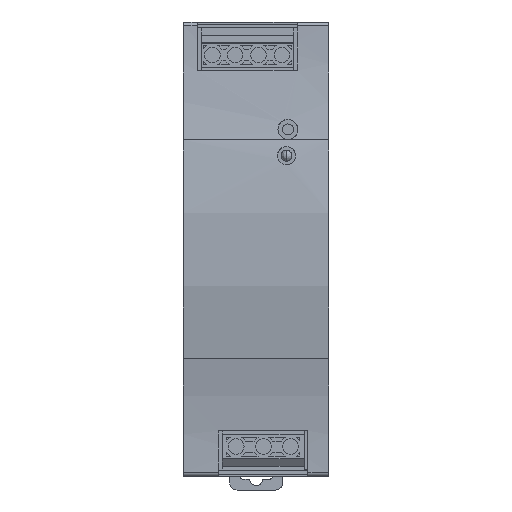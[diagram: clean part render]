
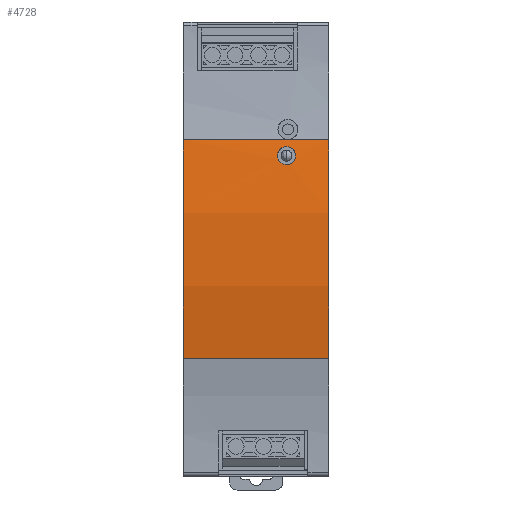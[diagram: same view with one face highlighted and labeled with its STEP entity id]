
A CAD part, left-side view. The second image highlights one B-rep face of the part: STEP entity #4728.
In plain terms, the highlighted cylindrical face has radius 150.5 mm (diameter 301 mm), a partial arc.
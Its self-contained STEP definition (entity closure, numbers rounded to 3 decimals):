
#1057=FACE_BOUND('',#8169,.T.);
#1058=FACE_BOUND('',#8170,.T.);
#1442=B_SPLINE_CURVE_WITH_KNOTS('',3,(#113149,#113150,#113151,#113152,#113153,
#113154,#113155,#113156,#113157,#113158),.UNSPECIFIED.,.F.,.F.,(4,2,2,2,
4),(0.,0.25,0.5,0.75,1.),.UNSPECIFIED.);
#1454=B_SPLINE_CURVE_WITH_KNOTS('',3,(#117805,#117806,#117807,#117808,#117809,
#117810),.UNSPECIFIED.,.F.,.F.,(4,2,4),(0.,0.5,1.),.UNSPECIFIED.);
#1455=B_SPLINE_CURVE_WITH_KNOTS('',3,(#117812,#117813,#117814,#117815,#117816,
#117817),.UNSPECIFIED.,.F.,.F.,(4,2,4),(0.,0.5,1.),.UNSPECIFIED.);
#3218=CIRCLE('',#34399,150.5);
#3219=CIRCLE('',#34400,150.5);
#4728=ADVANCED_FACE('141597-1585187597-2324a70d8e-0 14559',(#1057,#1058),
#5105,.T.);
#5105=CYLINDRICAL_SURFACE('',#34401,150.5);
#8169=EDGE_LOOP('',(#15089,#15090,#15091));
#8170=EDGE_LOOP('',(#15092,#15093,#15094,#15095));
#15089=ORIENTED_EDGE('',*,*,#24493,.T.);
#15090=ORIENTED_EDGE('',*,*,#22224,.T.);
#15091=ORIENTED_EDGE('',*,*,#24494,.T.);
#15092=ORIENTED_EDGE('',*,*,#24550,.F.);
#15093=ORIENTED_EDGE('',*,*,#24551,.T.);
#15094=ORIENTED_EDGE('',*,*,#24552,.F.);
#15095=ORIENTED_EDGE('',*,*,#24545,.F.);
#18709=VERTEX_POINT('',#113124);
#18712=VERTEX_POINT('',#113148);
#20238=VERTEX_POINT('',#117811);
#20276=VERTEX_POINT('',#117982);
#20277=VERTEX_POINT('',#117984);
#20280=VERTEX_POINT('',#117994);
#20281=VERTEX_POINT('',#117996);
#22224=EDGE_CURVE('141597-1585187597-2324a70d8e-0 14576',#18709,#18712,
#1442,.T.);
#24493=EDGE_CURVE('141597-1585187597-2324a70d8e-0 14573',#20238,#18709,
#1454,.T.);
#24494=EDGE_CURVE('141597-1585187597-2324a70d8e-0 14578',#18712,#20238,
#1455,.T.);
#24545=EDGE_CURVE('141597-1585187597-2324a70d8e-0 14567',#20276,#20277,
#28426,.T.);
#24550=EDGE_CURVE('141597-1585187597-2324a70d8e-0 12231',#20280,#20276,
#3218,.T.);
#24551=EDGE_CURVE('141597-1585187597-2324a70d8e-0 14523',#20280,#20281,
#28430,.T.);
#24552=EDGE_CURVE('141597-1585187597-2324a70d8e-0 11286',#20277,#20281,
#3219,.T.);
#28426=LINE('',#117983,#32179);
#28430=LINE('',#117995,#32183);
#32179=VECTOR('',#41931,1.);
#32183=VECTOR('',#41943,1.);
#34399=AXIS2_PLACEMENT_3D('',#117993,#41941,#41942);
#34400=AXIS2_PLACEMENT_3D('',#117997,#41944,#41945);
#34401=AXIS2_PLACEMENT_3D('',#117998,#41946,#41947);
#41931=DIRECTION('',(0.,-1.,0.));
#41941=DIRECTION('',(0.,1.,0.));
#41942=DIRECTION('',(0.98,0.,0.2));
#41943=DIRECTION('',(0.,-1.,0.));
#41944=DIRECTION('',(0.,-1.,0.));
#41945=DIRECTION('',(0.98,0.,-0.2));
#41946=DIRECTION('',(0.,-1.,0.));
#41947=DIRECTION('',(1.,0.,0.));
#113124=CARTESIAN_POINT('',(1767.822,23.586,8959.377));
#113148=CARTESIAN_POINT('',(1767.822,28.586,8959.377));
#113149=CARTESIAN_POINT('',(1767.822,23.586,8959.377));
#113150=CARTESIAN_POINT('',(1767.937,23.586,8960.043));
#113151=CARTESIAN_POINT('',(1768.044,23.856,8960.685));
#113152=CARTESIAN_POINT('',(1768.194,24.792,8961.615));
#113153=CARTESIAN_POINT('',(1768.234,25.428,8961.876));
#113154=CARTESIAN_POINT('',(1768.234,26.74,8961.878));
#113155=CARTESIAN_POINT('',(1768.195,27.367,8961.624));
#113156=CARTESIAN_POINT('',(1768.045,28.314,8960.692));
#113157=CARTESIAN_POINT('',(1767.938,28.586,8960.047));
#113158=CARTESIAN_POINT('',(1767.822,28.586,8959.377));
#117805=CARTESIAN_POINT('',(1767.365,26.086,8956.877));
#117806=CARTESIAN_POINT('',(1767.365,25.433,8956.877));
#117807=CARTESIAN_POINT('',(1767.414,24.804,8957.129));
#117808=CARTESIAN_POINT('',(1767.588,23.856,8958.065));
#117809=CARTESIAN_POINT('',(1767.705,23.586,8958.707));
#117810=CARTESIAN_POINT('',(1767.822,23.586,8959.377));
#117811=CARTESIAN_POINT('',(1767.365,26.086,8956.877));
#117812=CARTESIAN_POINT('',(1767.822,28.586,8959.377));
#117813=CARTESIAN_POINT('',(1767.706,28.586,8958.709));
#117814=CARTESIAN_POINT('',(1767.589,28.316,8958.068));
#117815=CARTESIAN_POINT('',(1767.416,27.378,8957.137));
#117816=CARTESIAN_POINT('',(1767.365,26.743,8956.877));
#117817=CARTESIAN_POINT('',(1767.365,26.086,8956.877));
#117982=CARTESIAN_POINT('',(1767.001,54.486,8955.031));
#117983=CARTESIAN_POINT('',(1767.001,54.486,8955.031));
#117984=CARTESIAN_POINT('',(1767.001,14.486,8955.031));
#117993=CARTESIAN_POINT('',(1619.543,54.486,8985.141));
#117994=CARTESIAN_POINT('',(1767.001,54.486,9015.251));
#117995=CARTESIAN_POINT('',(1767.001,54.486,9015.251));
#117996=CARTESIAN_POINT('',(1767.001,14.486,9015.251));
#117997=CARTESIAN_POINT('',(1619.543,14.486,8985.141));
#117998=CARTESIAN_POINT('',(1619.543,20.236,8985.141));
